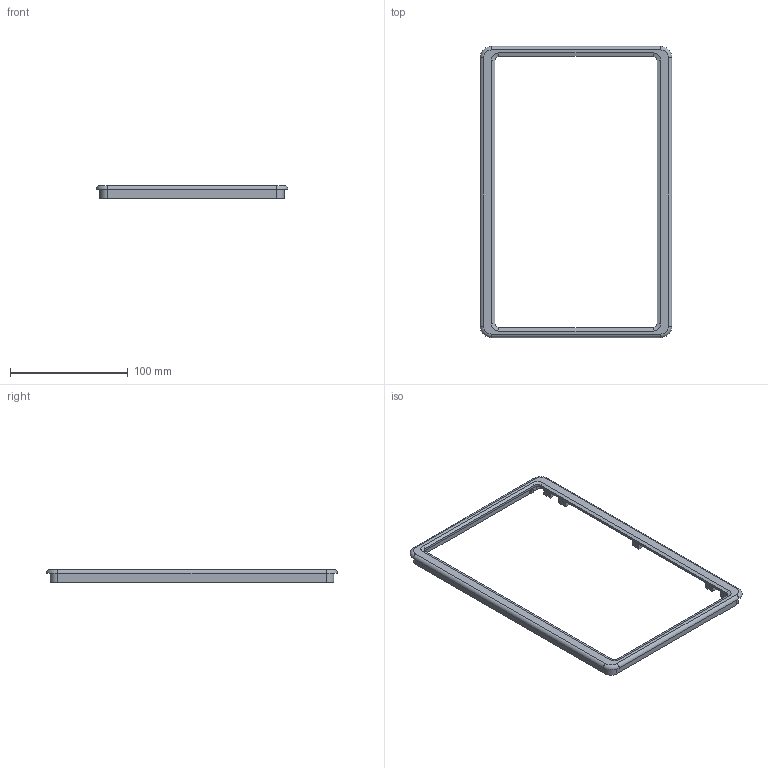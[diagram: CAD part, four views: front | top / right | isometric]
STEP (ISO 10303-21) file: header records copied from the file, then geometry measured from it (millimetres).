
FILE_DESCRIPTION(/* description */ (''),/* implementation_level */ '2;1');
FILE_NAME(/* name */ 'front-bezel.stp',/* time_stamp */ '2024-12-16T13:09:30-06:00',/* author */ ('Stefano'),/* organization */ (''),/* preprocessor_version */ 'ST-DEVELOPER v19.2',/* originating_system */ 'Autodesk Inventor 2024',/* authorisation */ '');
FILE_SCHEMA (('AUTOMOTIVE_DESIGN { 1 0 10303 214 3 1 1 }'));
Length unit declared in the file: inch
Products named in the file (1): front-bezel
Bounding box: 162.5 x 247 x 10.87 mm (x, y, z)
Volume: 32350.2 mm3; surface area: 33408.7 mm2
Topology: 1 solids, 1 shells, 233 faces, 555 edges, 336 vertices
Faces by surface type: cylinder 99, plane 96, sphere 26, torus 8, cone 4
Full cylindrical faces by diameter (mm): 3 x10
Entity records: 6716 total; most frequent: DIRECTION 1237, CARTESIAN_POINT 1125, ORIENTED_EDGE 1110, EDGE_CURVE 555, AXIS2_PLACEMENT_3D 448, LINE 341, VECTOR 341, VERTEX_POINT 336
